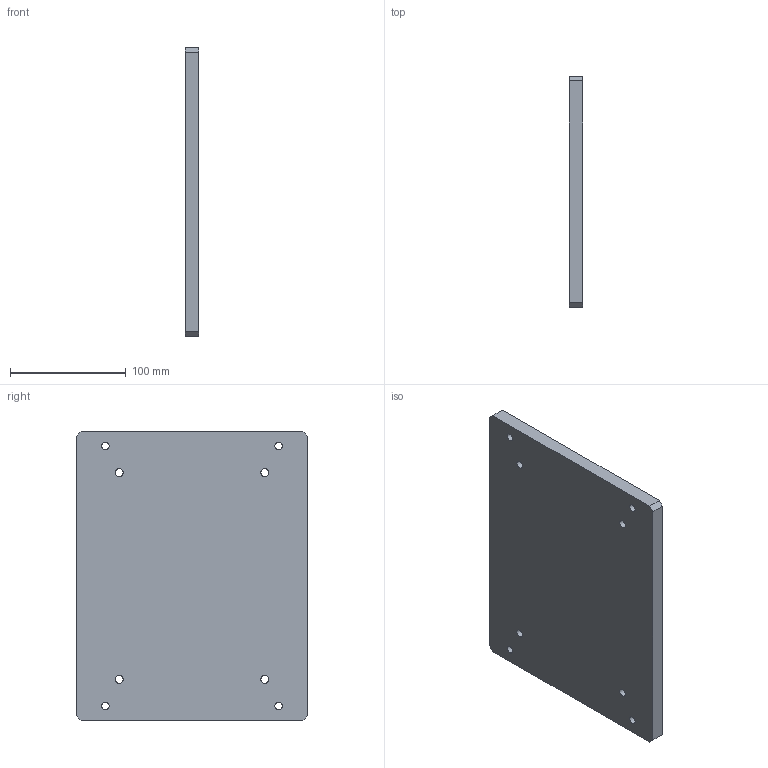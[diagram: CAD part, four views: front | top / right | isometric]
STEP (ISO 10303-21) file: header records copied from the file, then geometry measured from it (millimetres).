
FILE_DESCRIPTION (( 'STEP AP214' ), '1' );
FILE_NAME ('interface_shaker.STEP', '2021-04-15T18:51:15', ( '' ), ( '' ), 'SwSTEP 2.0', 'SolidWorks 2020', '' );
FILE_SCHEMA (( 'AUTOMOTIVE_DESIGN' ));
Length unit declared in the file: millimetre
Products named in the file (1): interface_shaker
Bounding box: 12 x 200 x 250 mm (x, y, z)
Volume: 594673.6 mm3; surface area: 112433.8 mm2
Topology: 1 solids, 1 shells, 26 faces, 60 edges, 40 vertices
Faces by surface type: plane 14, cylinder 12
Full cylindrical faces by diameter (mm): 6.6 x4, 6.8 x4, 11 x4
Entity records: 798 total; most frequent: DIRECTION 126, CARTESIAN_POINT 115, ORIENTED_EDGE 96, EDGE_LOOP 58, AXIS2_PLACEMENT_3D 51, EDGE_CURVE 48, VERTEX_POINT 40, FACE_OUTER_BOUND 38
